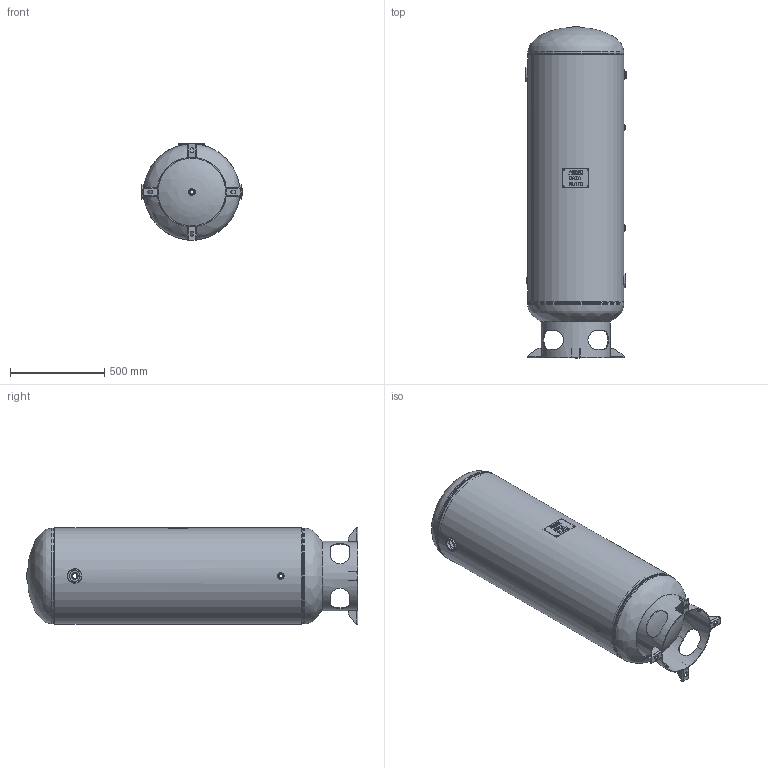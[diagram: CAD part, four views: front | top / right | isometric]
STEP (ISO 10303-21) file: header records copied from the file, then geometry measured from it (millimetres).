
FILE_DESCRIPTION(/* description */ ('20 X 63 200# VERT ASME STOCK 80 GAL'),/* implementation_level */ '2;1');
FILE_NAME(/* name */ 'SPVG_A10325.stp',/* time_stamp */ '2018-11-07T11:30:46-06:00',/* author */ ('kim.thoune'),/* organization */ ('STEEL FAB IF WE MAKE IT, VENDOR IF WE DON''T'),/* preprocessor_version */ 'ST-DEVELOPER v16.5',/* originating_system */ 'Autodesk Inventor 2017',/* authorisation */ 'CHECKERS BOSS');
FILE_SCHEMA (('AUTOMOTIVE_DESIGN { 1 0 10303 214 3 1 1 }'));
Length unit declared in the file: inch
Products named in the file (15): A10325; A10325-1; A10325-3; H20124J; A10325-2; H20124J_1; F102001; F100750; F100500; F100250; S102217; S100327; S101519-P; 60-140; 64-053
Assembly tree (21 placements, depth 3):
  A10325
    A10325-1
    A10325-3
      H20124J
    A10325-2
      H20124J_1
    F102001  x2
    F100750
    F100500  x4
    F100250
    S102217
      S100327
      S101519-P  x4
    60-140
      64-053
Bounding box: 533.25 x 1759.74 x 511.76 mm (x, y, z)
Volume: 11144554.9 mm3; surface area: 5957172 mm2
Topology: 17 solids, 17 shells, 419 faces, 1045 edges, 684 vertices
Faces by surface type: plane 246, cylinder 79, bspline 40, torus 39, cone 15
Full cylindrical faces by diameter (mm): 6.35 x4, 11.455 x1, 18.644 x4, 26.987 x5, 30.162 x2, 31.75 x2, 35.719 x1, 36.909 x1, 52.387 x1, 56.667 x2, 66.675 x2, 68.263 x2, 76.2 x2, 359.192 x1, 368.3 x1, 495.859 x2, 501.701 x2, 502.109 x1, 502.158 x2, 508 x2, 510.034 x1
Entity records: 11228 total; most frequent: CARTESIAN_POINT 3707, ORIENTED_EDGE 1446, DIRECTION 1342, EDGE_CURVE 723, VERTEX_POINT 513, LINE 482, VECTOR 482, EDGE_LOOP 432
